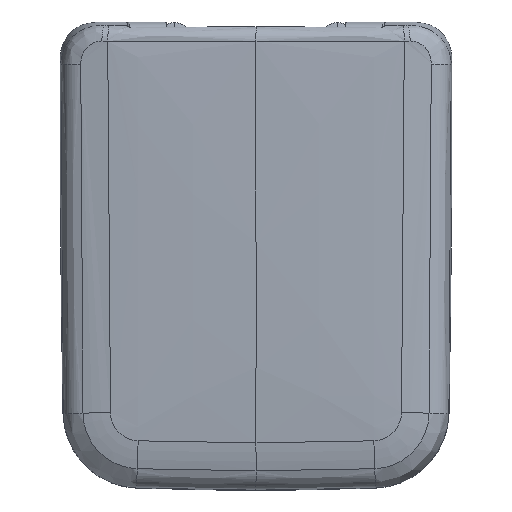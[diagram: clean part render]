
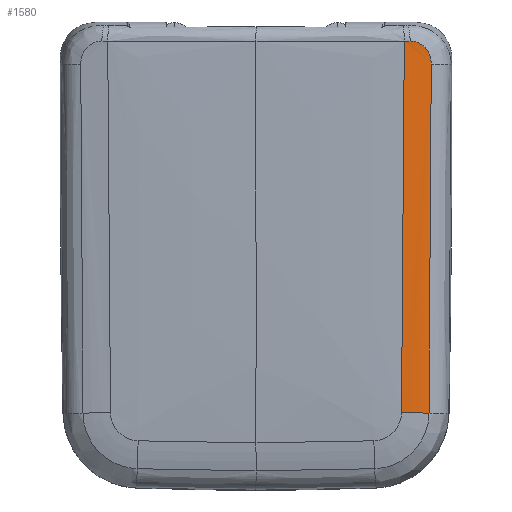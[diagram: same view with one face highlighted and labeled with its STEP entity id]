
A CAD part, top view. The second image highlights one B-rep face of the part: STEP entity #1580.
In plain terms, the highlighted free-form (B-spline) face has degree [3, 3] with [10, 6] control points.
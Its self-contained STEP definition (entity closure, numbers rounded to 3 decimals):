
#131=(
BOUNDED_SURFACE()
B_SPLINE_SURFACE(3,3,((#51934,#51935,#51936,#51937,#51938,#51939),(#51940,
#51941,#51942,#51943,#51944,#51945),(#51946,#51947,#51948,#51949,#51950,
#51951),(#51952,#51953,#51954,#51955,#51956,#51957),(#51958,#51959,#51960,
#51961,#51962,#51963),(#51964,#51965,#51966,#51967,#51968,#51969),(#51970,
#51971,#51972,#51973,#51974,#51975),(#51976,#51977,#51978,#51979,#51980,
#51981),(#51982,#51983,#51984,#51985,#51986,#51987),(#51988,#51989,#51990,
#51991,#51992,#51993)),.UNSPECIFIED.,.F.,.F.,.F.)
B_SPLINE_SURFACE_WITH_KNOTS((4,3,3,4),(4,2,4),(0.,0.01,0.99,
1.),(0.,0.5,1.),.UNSPECIFIED.)
GEOMETRIC_REPRESENTATION_ITEM()
RATIONAL_B_SPLINE_SURFACE(((1.,1.,1.,1.,1.,1.),(1.,1.,1.,1.,1.,1.),(1.,
1.,1.,1.,1.,1.),(1.,1.,1.,1.,1.,1.),(0.993,0.993,
0.993,0.993,0.993,0.993),
(0.993,0.993,0.993,0.993,
0.993,0.993),(1.,1.,1.,1.,1.,1.),(1.,1.,1.,1.,1.,
1.),(1.,1.,1.,1.,1.,1.),(1.,1.,1.,1.,1.,1.)))
REPRESENTATION_ITEM('')
SURFACE()
);
#591=B_SPLINE_CURVE_WITH_KNOTS('',3,(#51894,#51895,#51896,#51897,#51898,
#51899),.UNSPECIFIED.,.F.,.F.,(4,2,4),(0.,0.5,1.),.UNSPECIFIED.);
#592=B_SPLINE_CURVE_WITH_KNOTS('',3,(#51904,#51905,#51906,#51907),
 .UNSPECIFIED.,.F.,.F.,(4,4),(0.,1.),.UNSPECIFIED.);
#593=B_SPLINE_CURVE_WITH_KNOTS('',3,(#51930,#51931,#51932,#51933),
 .UNSPECIFIED.,.F.,.F.,(4,4),(0.,1.),.UNSPECIFIED.);
#1580=ADVANCED_FACE('NONE',(#2358),#131,.F.);
#2358=FACE_OUTER_BOUND('',#3031,.T.);
#3031=EDGE_LOOP('',(#6383,#6384,#6385,#6386,#6387));
#3403=(
BOUNDED_CURVE()
B_SPLINE_CURVE(3,(#51909,#51910,#51911,#51912,#51913,#51914,#51915,#51916,
#51917,#51918,#51919,#51920,#51921,#51922,#51923,#51924,#51925,#51926,#51927,
#51928),.UNSPECIFIED.,.F.,.F.)
B_SPLINE_CURVE_WITH_KNOTS((4,2,2,2,2,2,2,2,2,4),(0.,0.125,0.25,0.375,0.5,
0.625,0.688,0.75,0.875,1.),.UNSPECIFIED.)
CURVE()
GEOMETRIC_REPRESENTATION_ITEM()
RATIONAL_B_SPLINE_CURVE((1.,1.,1.,1.,1.,1.,1.,1.,1.,1.,1.,1.,1.,1.,1.,1.,
1.,1.,1.,1.))
REPRESENTATION_ITEM('')
);
#3893=CIRCLE('',#11326,172.937);
#6383=ORIENTED_EDGE('',*,*,#9326,.T.);
#6384=ORIENTED_EDGE('',*,*,#9327,.T.);
#6385=ORIENTED_EDGE('',*,*,#9328,.F.);
#6386=ORIENTED_EDGE('',*,*,#9329,.F.);
#6387=ORIENTED_EDGE('',*,*,#9330,.F.);
#7908=VERTEX_POINT('',#51900);
#7909=VERTEX_POINT('',#51901);
#7910=VERTEX_POINT('',#51903);
#7911=VERTEX_POINT('',#51908);
#7912=VERTEX_POINT('',#51929);
#9326=EDGE_CURVE('NONE',#7908,#7909,#591,.T.);
#9327=EDGE_CURVE('NONE',#7909,#7910,#3893,.T.);
#9328=EDGE_CURVE('NONE',#7911,#7910,#592,.T.);
#9329=EDGE_CURVE('NONE',#7912,#7911,#3403,.T.);
#9330=EDGE_CURVE('NONE',#7908,#7912,#593,.T.);
#11326=AXIS2_PLACEMENT_3D('',#51902,#13460,#13461);
#13460=DIRECTION('',(0.018,1.,0.023));
#13461=DIRECTION('',(1.,-0.019,0.022));
#51894=CARTESIAN_POINT('',(140.993,-1.642,47.693));
#51895=CARTESIAN_POINT('',(141.175,-58.554,46.402));
#51896=CARTESIAN_POINT('',(141.069,-118.938,45.031));
#51897=CARTESIAN_POINT('',(140.161,-239.164,42.303));
#51898=CARTESIAN_POINT('',(139.37,-299.037,40.944));
#51899=CARTESIAN_POINT('',(138.352,-354.908,39.676));
#51900=CARTESIAN_POINT('',(140.993,-1.642,47.693));
#51901=CARTESIAN_POINT('',(138.352,-354.908,39.676));
#51902=CARTESIAN_POINT('',(125.745,-350.766,-132.75));
#51903=CARTESIAN_POINT('',(164.482,-355.295,35.731));
#51904=CARTESIAN_POINT('',(166.635,-23.997,43.374));
#51905=CARTESIAN_POINT('',(167.028,-134.432,40.825));
#51906=CARTESIAN_POINT('',(166.309,-244.873,38.279));
#51907=CARTESIAN_POINT('',(164.482,-355.295,35.731));
#51908=CARTESIAN_POINT('',(166.635,-23.997,43.374));
#51909=CARTESIAN_POINT('',(146.524,-1.519,47.202));
#51910=CARTESIAN_POINT('',(148.05,-1.479,47.042));
#51911=CARTESIAN_POINT('',(149.566,-1.663,46.857));
#51912=CARTESIAN_POINT('',(152.494,-2.398,46.454));
#51913=CARTESIAN_POINT('',(153.921,-2.953,46.233));
#51914=CARTESIAN_POINT('',(156.547,-4.335,45.79));
#51915=CARTESIAN_POINT('',(157.749,-5.16,45.567));
#51916=CARTESIAN_POINT('',(159.936,-7.004,45.135));
#51917=CARTESIAN_POINT('',(160.932,-8.031,44.923));
#51918=CARTESIAN_POINT('',(162.665,-10.206,44.534));
#51919=CARTESIAN_POINT('',(163.4,-11.348,44.357));
#51920=CARTESIAN_POINT('',(164.332,-13.126,44.122));
#51921=CARTESIAN_POINT('',(164.614,-13.731,44.048));
#51922=CARTESIAN_POINT('',(165.125,-14.963,43.91));
#51923=CARTESIAN_POINT('',(165.355,-15.594,43.846));
#51924=CARTESIAN_POINT('',(165.947,-17.492,43.674));
#51925=CARTESIAN_POINT('',(166.217,-18.772,43.585));
#51926=CARTESIAN_POINT('',(166.56,-21.361,43.45));
#51927=CARTESIAN_POINT('',(166.631,-22.675,43.405));
#51928=CARTESIAN_POINT('',(166.635,-23.997,43.374));
#51929=CARTESIAN_POINT('',(146.524,-1.519,47.202));
#51930=CARTESIAN_POINT('',(140.993,-1.642,47.693));
#51931=CARTESIAN_POINT('',(142.819,-1.602,47.56));
#51932=CARTESIAN_POINT('',(144.671,-1.561,47.397));
#51933=CARTESIAN_POINT('',(146.524,-1.519,47.202));
#51934=CARTESIAN_POINT('',(140.397,25.398,48.342));
#51935=CARTESIAN_POINT('',(140.691,-34.759,46.977));
#51936=CARTESIAN_POINT('',(140.662,-99.677,45.504));
#51937=CARTESIAN_POINT('',(139.799,-229.551,42.557));
#51938=CARTESIAN_POINT('',(138.964,-294.56,41.081));
#51939=CARTESIAN_POINT('',(137.865,-354.9,39.712));
#51940=CARTESIAN_POINT('',(140.559,25.4,48.33));
#51941=CARTESIAN_POINT('',(140.854,-34.759,46.965));
#51942=CARTESIAN_POINT('',(140.825,-99.677,45.492));
#51943=CARTESIAN_POINT('',(139.961,-229.553,42.545));
#51944=CARTESIAN_POINT('',(139.127,-294.562,41.07));
#51945=CARTESIAN_POINT('',(138.028,-354.903,39.7));
#51946=CARTESIAN_POINT('',(140.721,25.401,48.319));
#51947=CARTESIAN_POINT('',(141.016,-34.758,46.953));
#51948=CARTESIAN_POINT('',(140.987,-99.677,45.48));
#51949=CARTESIAN_POINT('',(140.124,-229.554,42.533));
#51950=CARTESIAN_POINT('',(139.289,-294.564,41.058));
#51951=CARTESIAN_POINT('',(138.19,-354.906,39.688));
#51952=CARTESIAN_POINT('',(140.884,25.402,48.307));
#51953=CARTESIAN_POINT('',(141.178,-34.758,46.942));
#51954=CARTESIAN_POINT('',(141.149,-99.677,45.468));
#51955=CARTESIAN_POINT('',(140.286,-229.556,42.521));
#51956=CARTESIAN_POINT('',(139.451,-294.566,41.046));
#51957=CARTESIAN_POINT('',(138.352,-354.908,39.676));
#51958=CARTESIAN_POINT('',(157.059,25.508,47.126));
#51959=CARTESIAN_POINT('',(157.354,-34.714,45.76));
#51960=CARTESIAN_POINT('',(157.325,-99.691,44.285));
#51961=CARTESIAN_POINT('',(156.461,-229.703,41.335));
#51962=CARTESIAN_POINT('',(155.626,-294.771,39.858));
#51963=CARTESIAN_POINT('',(154.525,-355.176,38.487));
#51964=CARTESIAN_POINT('',(172.911,25.663,43.697));
#51965=CARTESIAN_POINT('',(173.206,-34.619,42.329));
#51966=CARTESIAN_POINT('',(173.177,-99.653,40.853));
#51967=CARTESIAN_POINT('',(172.312,-229.796,37.9));
#51968=CARTESIAN_POINT('',(171.476,-294.921,36.422));
#51969=CARTESIAN_POINT('',(170.375,-355.387,35.05));
#51970=CARTESIAN_POINT('',(188.127,25.865,38.087));
#51971=CARTESIAN_POINT('',(188.423,-34.476,36.718));
#51972=CARTESIAN_POINT('',(188.394,-99.564,35.241));
#51973=CARTESIAN_POINT('',(187.528,-229.832,32.284));
#51974=CARTESIAN_POINT('',(186.691,-295.012,30.805));
#51975=CARTESIAN_POINT('',(185.589,-355.536,29.432));
#51976=CARTESIAN_POINT('',(188.278,25.867,38.031));
#51977=CARTESIAN_POINT('',(188.574,-34.474,36.662));
#51978=CARTESIAN_POINT('',(188.545,-99.563,35.185));
#51979=CARTESIAN_POINT('',(187.679,-229.833,32.229));
#51980=CARTESIAN_POINT('',(186.842,-295.013,30.749));
#51981=CARTESIAN_POINT('',(185.74,-355.538,29.376));
#51982=CARTESIAN_POINT('',(188.43,25.869,37.975));
#51983=CARTESIAN_POINT('',(188.725,-34.473,36.606));
#51984=CARTESIAN_POINT('',(188.696,-99.562,35.129));
#51985=CARTESIAN_POINT('',(187.83,-229.833,32.173));
#51986=CARTESIAN_POINT('',(186.993,-295.014,30.694));
#51987=CARTESIAN_POINT('',(185.891,-355.539,29.32));
#51988=CARTESIAN_POINT('',(188.581,25.871,37.92));
#51989=CARTESIAN_POINT('',(188.876,-34.472,36.55));
#51990=CARTESIAN_POINT('',(188.847,-99.561,35.073));
#51991=CARTESIAN_POINT('',(187.981,-229.833,32.117));
#51992=CARTESIAN_POINT('',(187.144,-295.014,30.638));
#51993=CARTESIAN_POINT('',(186.042,-355.541,29.264));
